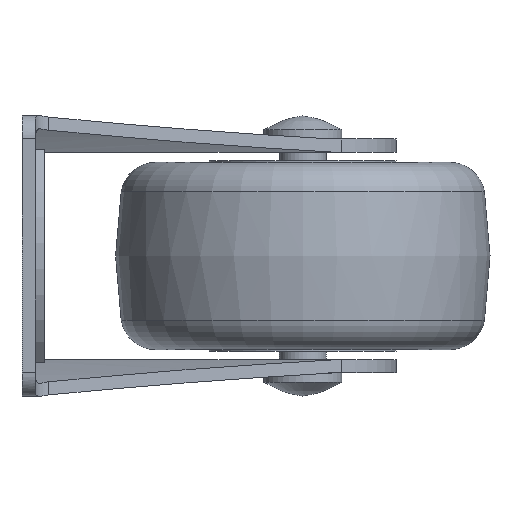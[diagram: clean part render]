
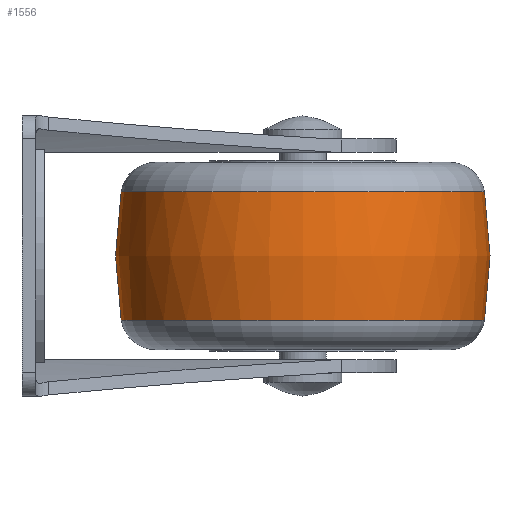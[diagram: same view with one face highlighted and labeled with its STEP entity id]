
A CAD part, left-side view. The second image highlights one B-rep face of the part: STEP entity #1556.
In plain terms, the highlighted free-form (B-spline) face has degree [2, 2] with [3, 9] control points.
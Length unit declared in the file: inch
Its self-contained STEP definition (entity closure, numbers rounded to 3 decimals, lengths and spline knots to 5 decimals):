
#381=(
BOUNDED_SURFACE()
B_SPLINE_SURFACE(2,2,((#2371,#2372,#2373,#2374,#2375,#2376,#2377,#2378,
#2379),(#2380,#2381,#2382,#2383,#2384,#2385,#2386,#2387,#2388),(#2389,#2390,
#2391,#2392,#2393,#2394,#2395,#2396,#2397)),.UNSPECIFIED.,.F.,.T.,.F.)
B_SPLINE_SURFACE_WITH_KNOTS((3,3),(3,2,2,2,3),(-0.17305,0.17305),
(-3.14159,-1.5708,0.,1.5708,3.14159),
 .UNSPECIFIED.)
GEOMETRIC_REPRESENTATION_ITEM()
RATIONAL_B_SPLINE_SURFACE(((1.,0.707,1.,0.707,1.,
0.707,1.,0.707,1.),(0.985,0.697,
0.985,0.697,0.985,0.697,0.985,
0.697,0.985),(1.,0.707,1.,0.707,
1.,0.707,1.,0.707,1.)))
REPRESENTATION_ITEM('')
SURFACE()
);
#386=FACE_OUTER_BOUND('',#477,.T.);
#477=EDGE_LOOP('',(#1086,#1087,#1088,#1089));
#586=CIRCLE('',#1662,0.97013);
#591=CIRCLE('',#1668,0.97013);
#592=CIRCLE('',#1669,2.);
#683=VERTEX_POINT('',#2360);
#686=VERTEX_POINT('',#2368);
#841=EDGE_CURVE('',#683,#683,#586,.T.);
#846=EDGE_CURVE('',#686,#686,#591,.T.);
#847=EDGE_CURVE('',#686,#683,#592,.T.);
#1086=ORIENTED_EDGE('',*,*,#846,.F.);
#1087=ORIENTED_EDGE('',*,*,#847,.T.);
#1088=ORIENTED_EDGE('',*,*,#841,.T.);
#1089=ORIENTED_EDGE('',*,*,#847,.F.);
#1556=ADVANCED_FACE('',(#386),#381,.F.);
#1662=AXIS2_PLACEMENT_3D('',#2361,#1858,#1859);
#1668=AXIS2_PLACEMENT_3D('',#2370,#1870,#1871);
#1669=AXIS2_PLACEMENT_3D('',#2398,#1872,#1873);
#1858=DIRECTION('center_axis',(0.,0.,-1.));
#1859=DIRECTION('ref_axis',(-1.,0.,0.));
#1870=DIRECTION('center_axis',(0.,0.,-1.));
#1871=DIRECTION('ref_axis',(-1.,0.,0.));
#1872=DIRECTION('center_axis',(0.,-1.,0.));
#1873=DIRECTION('ref_axis',(1.,0.,0.));
#2360=CARTESIAN_POINT('',(0.97013,-1.5,0.34437));
#2361=CARTESIAN_POINT('Origin',(0.,-1.5,0.34437));
#2368=CARTESIAN_POINT('',(0.97013,-1.5,-0.34437));
#2370=CARTESIAN_POINT('Origin',(0.,-1.5,-0.34437));
#2371=CARTESIAN_POINT('Ctrl Pts',(0.97013,-1.5,0.34437));
#2372=CARTESIAN_POINT('Ctrl Pts',(0.97013,-2.47013,0.34437));
#2373=CARTESIAN_POINT('Ctrl Pts',(0.,-2.47013,
0.34437));
#2374=CARTESIAN_POINT('Ctrl Pts',(-0.97013,-2.47013,
0.34437));
#2375=CARTESIAN_POINT('Ctrl Pts',(-0.97013,-1.5,0.34437));
#2376=CARTESIAN_POINT('Ctrl Pts',(-0.97013,-0.52987,
0.34437));
#2377=CARTESIAN_POINT('Ctrl Pts',(0.,-0.52987,
0.34437));
#2378=CARTESIAN_POINT('Ctrl Pts',(0.97013,-0.52987,
0.34437));
#2379=CARTESIAN_POINT('Ctrl Pts',(0.97013,-1.5,0.34437));
#2380=CARTESIAN_POINT('Ctrl Pts',(1.03032,-1.5,0.));
#2381=CARTESIAN_POINT('Ctrl Pts',(1.03032,-2.53032,0.));
#2382=CARTESIAN_POINT('Ctrl Pts',(0.,-2.53032,
0.));
#2383=CARTESIAN_POINT('Ctrl Pts',(-1.03032,-2.53032,0.));
#2384=CARTESIAN_POINT('Ctrl Pts',(-1.03032,-1.5,0.));
#2385=CARTESIAN_POINT('Ctrl Pts',(-1.03032,-0.46968,
0.));
#2386=CARTESIAN_POINT('Ctrl Pts',(0.,-0.46968,
0.));
#2387=CARTESIAN_POINT('Ctrl Pts',(1.03032,-0.46968,0.));
#2388=CARTESIAN_POINT('Ctrl Pts',(1.03032,-1.5,0.));
#2389=CARTESIAN_POINT('Ctrl Pts',(0.97013,-1.5,-0.34437));
#2390=CARTESIAN_POINT('Ctrl Pts',(0.97013,-2.47013,-0.34437));
#2391=CARTESIAN_POINT('Ctrl Pts',(0.,-2.47013,
-0.34437));
#2392=CARTESIAN_POINT('Ctrl Pts',(-0.97013,-2.47013,-0.34437));
#2393=CARTESIAN_POINT('Ctrl Pts',(-0.97013,-1.5,-0.34437));
#2394=CARTESIAN_POINT('Ctrl Pts',(-0.97013,-0.52987,-0.34437));
#2395=CARTESIAN_POINT('Ctrl Pts',(0.,-0.52987,
-0.34437));
#2396=CARTESIAN_POINT('Ctrl Pts',(0.97013,-0.52987,
-0.34437));
#2397=CARTESIAN_POINT('Ctrl Pts',(0.97013,-1.5,-0.34437));
#2398=CARTESIAN_POINT('Origin',(-1.,-1.5,0.));
